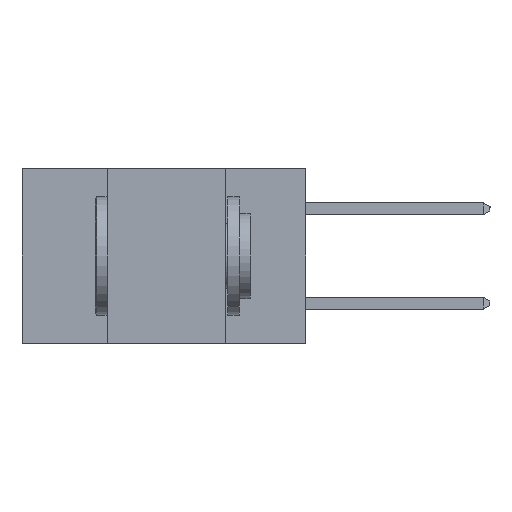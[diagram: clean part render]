
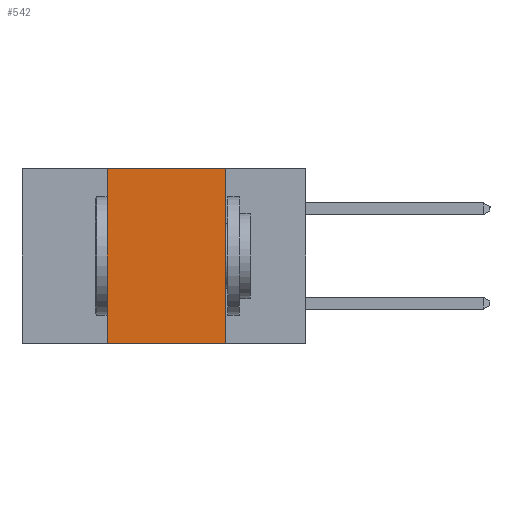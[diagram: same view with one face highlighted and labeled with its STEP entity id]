
A CAD part, left-side view. The second image highlights one B-rep face of the part: STEP entity #542.
In plain terms, the highlighted planar face has unit normal (-1, 0, 0).
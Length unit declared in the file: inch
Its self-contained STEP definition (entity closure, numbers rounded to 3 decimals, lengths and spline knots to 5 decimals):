
#542 = ADVANCED_FACE ( 'NONE', ( #1831 ), #21421, .F. ) ;
#1140 = ORIENTED_EDGE ( 'NONE', *, *, #7845, .F. ) ;
#1350 = VERTEX_POINT ( 'NONE', #20606 ) ;
#1794 = CARTESIAN_POINT ( 'NONE',  ( 0., 0.6, 0. ) ) ;
#1831 = FACE_OUTER_BOUND ( 'NONE', #12682, .T. ) ;
#1956 = DIRECTION ( 'NONE',  ( 1., 0., 0. ) ) ;
#1989 = CARTESIAN_POINT ( 'NONE',  ( 0., 0.6, -0.37 ) ) ;
#2266 = EDGE_CURVE ( 'NONE', #24019, #8273, #13658, .T. ) ;
#3502 = CARTESIAN_POINT ( 'NONE',  ( 0., 0.6, 0. ) ) ;
#3563 = CARTESIAN_POINT ( 'NONE',  ( 0., 0.17, -0.37 ) ) ;
#7845 = EDGE_CURVE ( 'NONE', #20751, #1350, #11541, .T. ) ;
#8124 = DIRECTION ( 'NONE',  ( 0., 0., 1. ) ) ;
#8273 = VERTEX_POINT ( 'NONE', #3563 ) ;
#8406 = EDGE_CURVE ( 'NONE', #1350, #8273, #21736, .T. ) ;
#8956 = DIRECTION ( 'NONE',  ( 0., -1., 0. ) ) ;
#9221 = VECTOR ( 'NONE', #8956, 39.37008 ) ;
#9614 = DIRECTION ( 'NONE',  ( 0., -1., 0. ) ) ;
#9795 = CARTESIAN_POINT ( 'NONE',  ( 0., 0.42, -0.37 ) ) ;
#10738 = EDGE_CURVE ( 'NONE', #24019, #20751, #15824, .T. ) ;
#10973 = CARTESIAN_POINT ( 'NONE',  ( 0., 0.42, 0. ) ) ;
#11541 = LINE ( 'NONE', #1794, #18249 ) ;
#12682 = EDGE_LOOP ( 'NONE', ( #22538, #1140, #24839, #15744 ) ) ;
#13658 = LINE ( 'NONE', #1989, #9221 ) ;
#15608 = CARTESIAN_POINT ( 'NONE',  ( 0., 0.17, -0.37 ) ) ;
#15744 = ORIENTED_EDGE ( 'NONE', *, *, #2266, .T. ) ;
#15824 = LINE ( 'NONE', #9795, #22028 ) ;
#18091 = AXIS2_PLACEMENT_3D ( 'NONE', #3502, #1956, #22839 ) ;
#18249 = VECTOR ( 'NONE', #9614, 39.37008 ) ;
#19141 = CARTESIAN_POINT ( 'NONE',  ( 0., 0.42, -0.37 ) ) ;
#20606 = CARTESIAN_POINT ( 'NONE',  ( 0., 0.17, 0. ) ) ;
#20751 = VERTEX_POINT ( 'NONE', #10973 ) ;
#21421 = PLANE ( 'NONE',  #18091 ) ;
#21736 = LINE ( 'NONE', #15608, #23149 ) ;
#22028 = VECTOR ( 'NONE', #8124, 39.37008 ) ;
#22538 = ORIENTED_EDGE ( 'NONE', *, *, #8406, .F. ) ;
#22839 = DIRECTION ( 'NONE',  ( 0., 0., -1. ) ) ;
#23149 = VECTOR ( 'NONE', #25199, 39.37008 ) ;
#24019 = VERTEX_POINT ( 'NONE', #19141 ) ;
#24839 = ORIENTED_EDGE ( 'NONE', *, *, #10738, .F. ) ;
#25199 = DIRECTION ( 'NONE',  ( 0., 0., -1. ) ) ;
